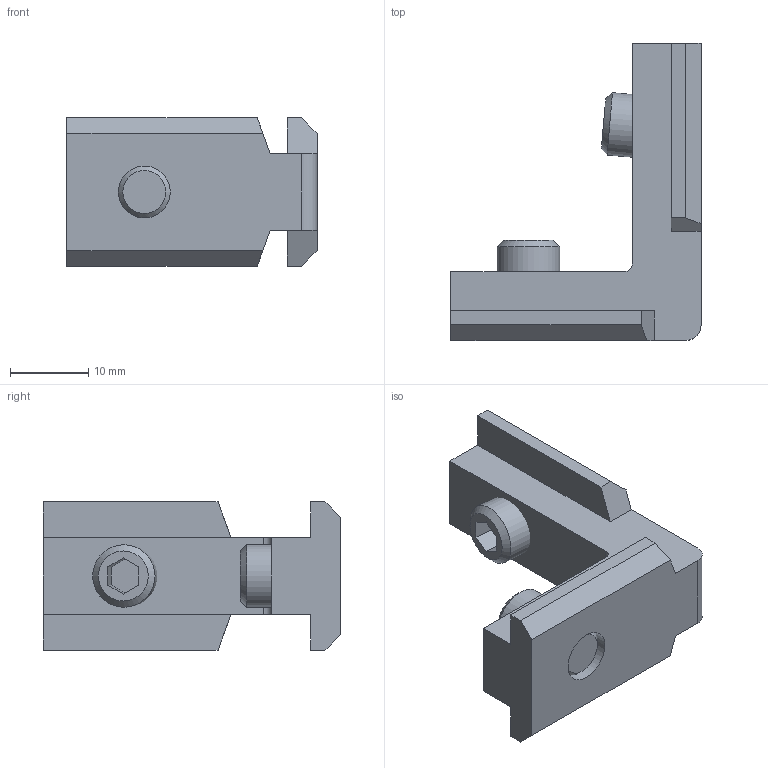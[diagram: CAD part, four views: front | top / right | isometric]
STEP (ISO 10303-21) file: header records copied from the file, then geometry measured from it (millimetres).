
FILE_DESCRIPTION(/* description */ ('STEP AP214'),/* implementation_level */ '2;1');
FILE_NAME(/* name */ '099I90R10M',/* time_stamp */ '2022-09-30T09:49:30+02:00',/* author */ ('License CC BY-ND 4.0'),/* organization */ ('CADENAS'),/* preprocessor_version */ 'ST-DEVELOPER v18.102',/* originating_system */ 'PARTsolutions',/* authorisation */ ' ');
FILE_SCHEMA (('AUTOMOTIVE_DESIGN {1 0 10303 214 3 1 1}'));
Length unit declared in the file: millimetre
Products named in the file (3): 099I90R10M; 099I90R10M_b3; 099I90R10M_b6
Assembly tree (3 placements, depth 2):
  099I90R10M
    099I90R10M_b3  x2
    099I90R10M_b6
Bounding box: 32 x 38 x 19 mm (x, y, z)
Volume: 7178.2 mm3; surface area: 4424.5 mm2
Topology: 3 solids, 3 shells, 52 faces, 128 edges, 84 vertices
Faces by surface type: plane 42, cylinder 6, cone 4
Full cylindrical faces by diameter (mm): 6.647 x2, 8 x2
Entity records: 1270 total; most frequent: CARTESIAN_POINT 210, DIRECTION 198, ORIENTED_EDGE 196, EDGE_CURVE 98, LINE 86, VECTOR 86, VERTEX_POINT 68, AXIS2_PLACEMENT_3D 56
